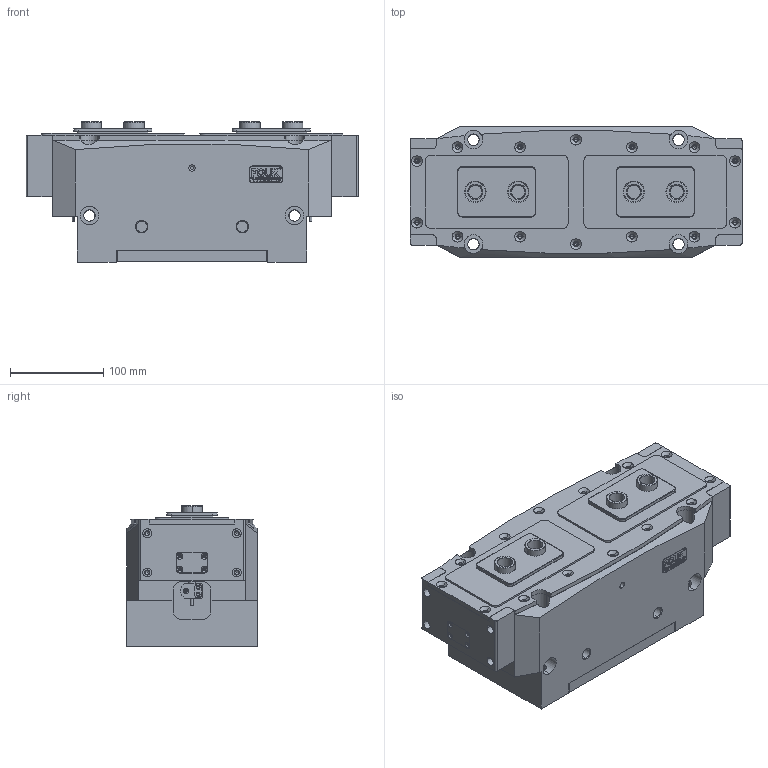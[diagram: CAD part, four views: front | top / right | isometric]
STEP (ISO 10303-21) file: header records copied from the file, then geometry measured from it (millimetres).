
FILE_DESCRIPTION (( 'STEP AP203' ), '1' );
FILE_NAME ('TR148-300-P.STEP', '2024-11-19T07:23:18', ( 'USER-' ), ( 'Microsoft' ), 'SwSTEP 2.0', 'SolidWorks 2018', '' );
FILE_SCHEMA (( 'CONFIG_CONTROL_DESIGN' ));
Length unit declared in the file: millimetre
Products named in the file (22): 8-30 換覜ん; TR148-300-P; TR148-300-P-耜猾极; 晚假蚾輸; TR148-300-P杅耀.sldasm-Part-6; TR148-300-P杅耀.sldasm-Part-7; 35x18-R3; TR148-300-P杅耀.sldasm-Part-9; TR148-300-P杅耀.sldasm-Part-3; TR148-300-P杅耀.sldasm-Part-2; TR148-300-P杅耀.sldasm-Part-11; 埴翐芛蹟隊_GB_FASTENER_SCREWS_HSHCS M2X8-N; TR148-300-M-05 菁裔啣; TR148-300-P杅耀.sldasm-Part-10; TR148-300-M-01-褲极; 羲壽標釱B; TR148-300-M-02 賑輸; TR148-300價掛遴標蛈; TR148-300-P杅耀.sldasm-Part-5; TR148-300-P杅耀.sldasm-Part-8; TR148-300-P杅耀.sldasm-Part-1; TR148-300-P杅耀.sldasm-Part-4
Assembly tree (28 placements, depth 3):
  TR148-300-P
    TR148-300-P杅耀.sldasm-Part-1
    TR148-300-P杅耀.sldasm-Part-2
    TR148-300-P杅耀.sldasm-Part-3
    TR148-300-P杅耀.sldasm-Part-4
    TR148-300-P杅耀.sldasm-Part-5
    TR148-300-P杅耀.sldasm-Part-6
    TR148-300-P杅耀.sldasm-Part-7
    TR148-300-P杅耀.sldasm-Part-8
    TR148-300-P杅耀.sldasm-Part-9
    TR148-300-P杅耀.sldasm-Part-10
    TR148-300-P杅耀.sldasm-Part-11
    TR148-300-P-耜猾极
    TR148-300價掛遴標蛈
      TR148-300-M-01-褲极
      TR148-300-M-02 賑輸  x2
      羲壽標釱B  x2
      8-30 換覜ん  x2
      TR148-300-M-05 菁裔啣
      晚假蚾輸  x2
      埴翐芛蹟隊_GB_FASTENER_SCREWS_HSHCS M2X8-N  x4
      35x18-R3
Bounding box: 356 x 140 x 150.5 mm (x, y, z)
Volume: 5218244.2 mm3; surface area: 619210.5 mm2
Topology: 28 solids, 38 shells, 1859 faces, 4761 edges, 2976 vertices
Faces by surface type: plane 761, cylinder 583, cone 352, bspline 155, torus 8
Entity records: 56947 total; most frequent: CARTESIAN_POINT 15599, ORIENTED_EDGE 8076, DIRECTION 7917, EDGE_CURVE 4038, AXIS2_PLACEMENT_3D 2742, VERTEX_POINT 2596, LINE 2433, VECTOR 2433
